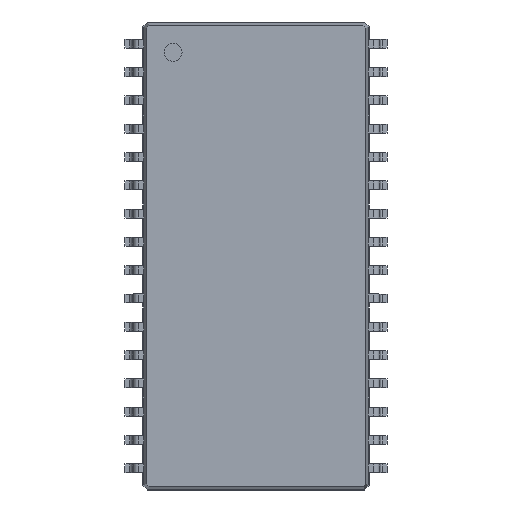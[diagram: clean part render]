
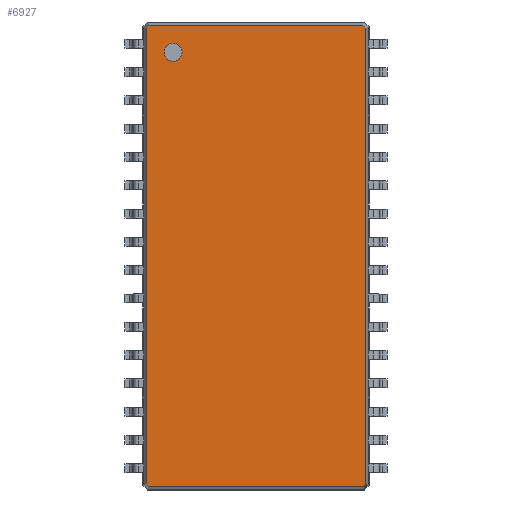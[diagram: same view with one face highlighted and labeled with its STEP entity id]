
A CAD part, top view. The second image highlights one B-rep face of the part: STEP entity #6927.
In plain terms, the highlighted planar face has unit normal (0, 0, 1).
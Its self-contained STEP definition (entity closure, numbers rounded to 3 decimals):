
#13=DIRECTION('',(0.,0.,1.));
#27=VECTOR('',#28,1.);
#28=DIRECTION('',(1.,0.,0.));
#51=VECTOR('',#52,1.);
#52=DIRECTION('',(0.707,-0.707,0.));
#58=VECTOR('',#59,1.);
#59=DIRECTION('',(0.,-1.,0.));
#65=VECTOR('',#66,1.);
#66=DIRECTION('',(-0.707,-0.707,0.));
#72=VECTOR('',#73,1.);
#73=DIRECTION('',(-1.,0.,0.));
#79=VECTOR('',#80,1.);
#80=DIRECTION('',(-0.707,0.707,0.));
#86=VECTOR('',#87,1.);
#87=DIRECTION('',(0.,1.,0.));
#91=VECTOR('',#92,1.);
#92=DIRECTION('',(0.707,0.707,0.));
#2017=VERTEX_POINT('',#2018);
#2018=CARTESIAN_POINT('',(-4.918,10.219,1.35));
#2020=ORIENTED_EDGE('',*,*,#2021,.F.);
#2021=EDGE_CURVE('',#2022,#2017,#2024,.T.);
#2022=VERTEX_POINT('',#2023);
#2023=CARTESIAN_POINT('',(-4.918,-10.219,1.35));
#2024=LINE('',#2023,#86);
#2035=VERTEX_POINT('',#2036);
#2036=CARTESIAN_POINT('',(-4.799,10.338,1.35));
#2038=ORIENTED_EDGE('',*,*,#2039,.F.);
#2039=EDGE_CURVE('',#2017,#2035,#2040,.T.);
#2040=LINE('',#2018,#91);
#2049=VERTEX_POINT('',#2050);
#2050=CARTESIAN_POINT('',(4.799,10.338,1.35));
#2052=ORIENTED_EDGE('',*,*,#2053,.F.);
#2053=EDGE_CURVE('',#2035,#2049,#2054,.T.);
#2054=LINE('',#2036,#27);
#2063=VERTEX_POINT('',#2064);
#2064=CARTESIAN_POINT('',(4.918,10.219,1.35));
#2066=ORIENTED_EDGE('',*,*,#2067,.F.);
#2067=EDGE_CURVE('',#2049,#2063,#2068,.T.);
#2068=LINE('',#2050,#51);
#2205=VERTEX_POINT('',#2206);
#2206=CARTESIAN_POINT('',(4.918,-10.219,1.35));
#2208=ORIENTED_EDGE('',*,*,#2209,.F.);
#2209=EDGE_CURVE('',#2063,#2205,#2210,.T.);
#2210=LINE('',#2064,#58);
#6927=ADVANCED_FACE('',(#6928,#6943),#6953,.T.);
#6928=FACE_BOUND('',#6929,.T.);
#6929=EDGE_LOOP('',(#2052,#2038,#2020,#6930,#6935,#6940,#2208,#2066));
#6930=ORIENTED_EDGE('',*,*,#6931,.F.);
#6931=EDGE_CURVE('',#6932,#2022,#6934,.T.);
#6932=VERTEX_POINT('',#6933);
#6933=CARTESIAN_POINT('',(-4.799,-10.338,1.35));
#6934=LINE('',#6933,#79);
#6935=ORIENTED_EDGE('',*,*,#6936,.F.);
#6936=EDGE_CURVE('',#6937,#6932,#6939,.T.);
#6937=VERTEX_POINT('',#6938);
#6938=CARTESIAN_POINT('',(4.799,-10.338,1.35));
#6939=LINE('',#6938,#72);
#6940=ORIENTED_EDGE('',*,*,#6941,.F.);
#6941=EDGE_CURVE('',#2205,#6937,#6942,.T.);
#6942=LINE('',#2206,#65);
#6943=FACE_BOUND('',#6944,.T.);
#6944=EDGE_LOOP('',(#6945));
#6945=ORIENTED_EDGE('',*,*,#6946,.T.);
#6946=EDGE_CURVE('',#6947,#6947,#6949,.T.);
#6947=VERTEX_POINT('',#6948);
#6948=CARTESIAN_POINT('',(-3.718,8.738,1.35));
#6949=CIRCLE('',#6950,0.4);
#6950=AXIS2_PLACEMENT_3D('',#6951,#6952,#59);
#6951=CARTESIAN_POINT('',(-3.718,9.138,1.35));
#6952=DIRECTION('',(0.,-0.,-1.));
#6953=PLANE('',#6954);
#6954=AXIS2_PLACEMENT_3D('',#2036,#13,#6955);
#6955=DIRECTION('',(0.421,-0.907,0.));
